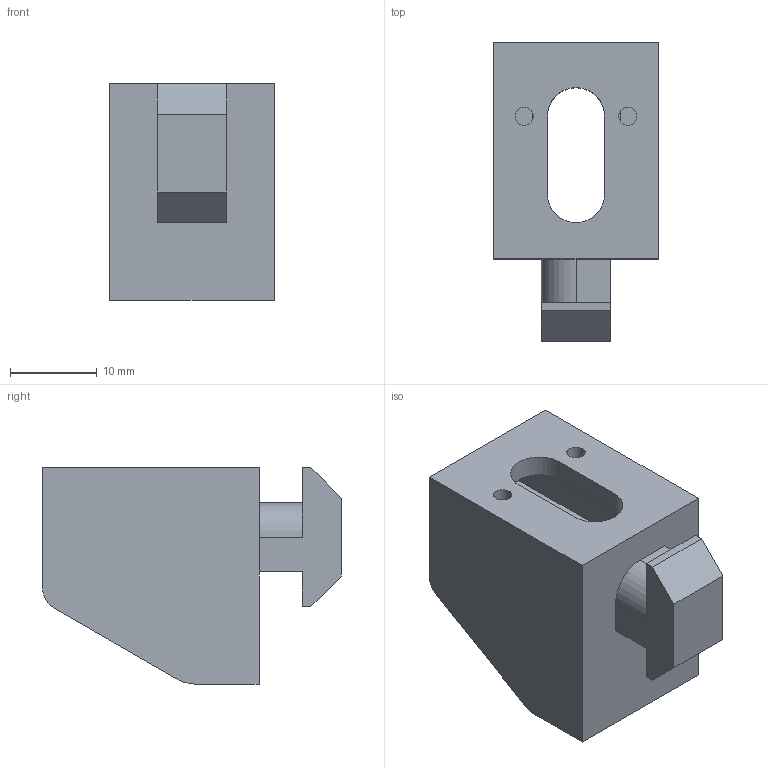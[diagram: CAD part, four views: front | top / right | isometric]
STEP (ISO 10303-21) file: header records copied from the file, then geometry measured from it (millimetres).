
FILE_DESCRIPTION(/* description */ (''),/* implementation_level */ '2;1');
FILE_NAME(/* name */ '11084_KriTec_Befestigungsblock_8_PA_1_12_schwarz.stp',/* time_stamp */ '2015-09-15T09:53:44+02:00',/* author */ ('kostic'),/* organization */ (''),/* preprocessor_version */ 'ST-DEVELOPER v15.2',/* originating_system */ 'Autodesk Inventor 2014',/* authorisation */ '');
FILE_SCHEMA (('CONFIG_CONTROL_DESIGN'));
Length unit declared in the file: millimetre
Products named in the file (1): 11084_KriTec_Befestigungsblock_8_PA_1-12_schwarz
Bounding box: 19 x 34.5 x 25 mm (x, y, z)
Volume: 5984.9 mm3; surface area: 4446.3 mm2
Topology: 1 solids, 1 shells, 48 faces, 126 edges, 84 vertices
Faces by surface type: plane 34, cylinder 14
Entity records: 1510 total; most frequent: CARTESIAN_POINT 259, ORIENTED_EDGE 252, DIRECTION 252, EDGE_CURVE 126, LINE 98, VECTOR 98, VERTEX_POINT 84, AXIS2_PLACEMENT_3D 77
